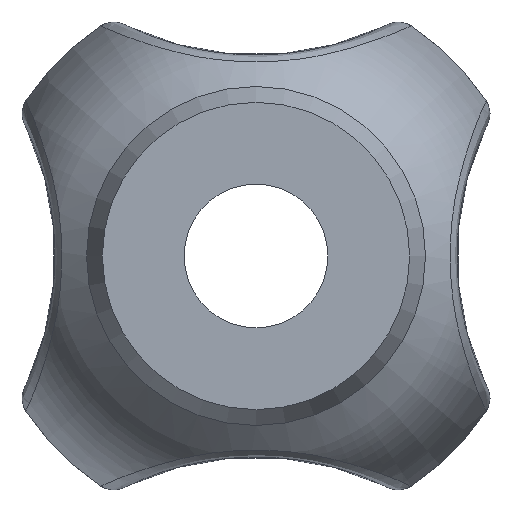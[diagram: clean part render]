
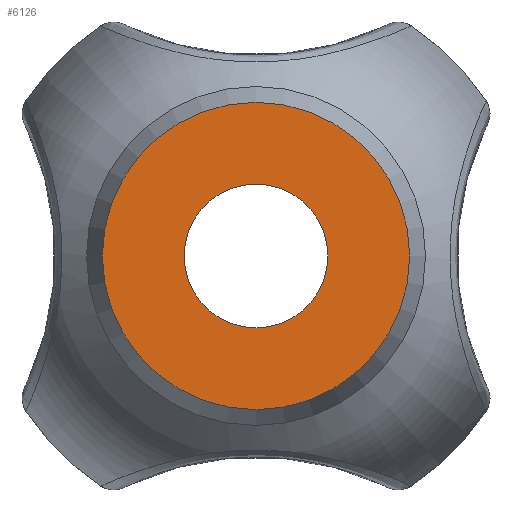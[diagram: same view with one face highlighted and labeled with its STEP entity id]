
A CAD part, left-side view. The second image highlights one B-rep face of the part: STEP entity #6126.
In plain terms, the highlighted planar face has unit normal (-1, 0, 0).
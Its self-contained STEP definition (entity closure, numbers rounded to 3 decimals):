
#5964 = VERTEX_POINT('',#5965);
#5965 = CARTESIAN_POINT('',(0.,5.35,0.));
#5970 = EDGE_CURVE('',#5964,#5964,#5971,.T.);
#5971 = CIRCLE('',#5972,5.35);
#5972 = AXIS2_PLACEMENT_3D('',#5973,#5974,#5975);
#5973 = CARTESIAN_POINT('',(0.,0.,0.));
#5974 = DIRECTION('',(-1.,0.,0.));
#5975 = DIRECTION('',(0.,1.,0.));
#6126 = ADVANCED_FACE('',(#6127,#6138),#6141,.T.);
#6127 = FACE_BOUND('',#6128,.T.);
#6128 = EDGE_LOOP('',(#6129));
#6129 = ORIENTED_EDGE('',*,*,#6130,.T.);
#6130 = EDGE_CURVE('',#6131,#6131,#6133,.T.);
#6131 = VERTEX_POINT('',#6132);
#6132 = CARTESIAN_POINT('',(0.,-2.5,0.));
#6133 = CIRCLE('',#6134,2.5);
#6134 = AXIS2_PLACEMENT_3D('',#6135,#6136,#6137);
#6135 = CARTESIAN_POINT('',(0.,0.,0.));
#6136 = DIRECTION('',(1.,0.,0.));
#6137 = DIRECTION('',(0.,-1.,0.));
#6138 = FACE_BOUND('',#6139,.T.);
#6139 = EDGE_LOOP('',(#6140));
#6140 = ORIENTED_EDGE('',*,*,#5970,.T.);
#6141 = PLANE('',#6142);
#6142 = AXIS2_PLACEMENT_3D('',#6143,#6144,#6145);
#6143 = CARTESIAN_POINT('',(0.,0.,0.));
#6144 = DIRECTION('',(-1.,0.,0.));
#6145 = DIRECTION('',(0.,0.,1.));
